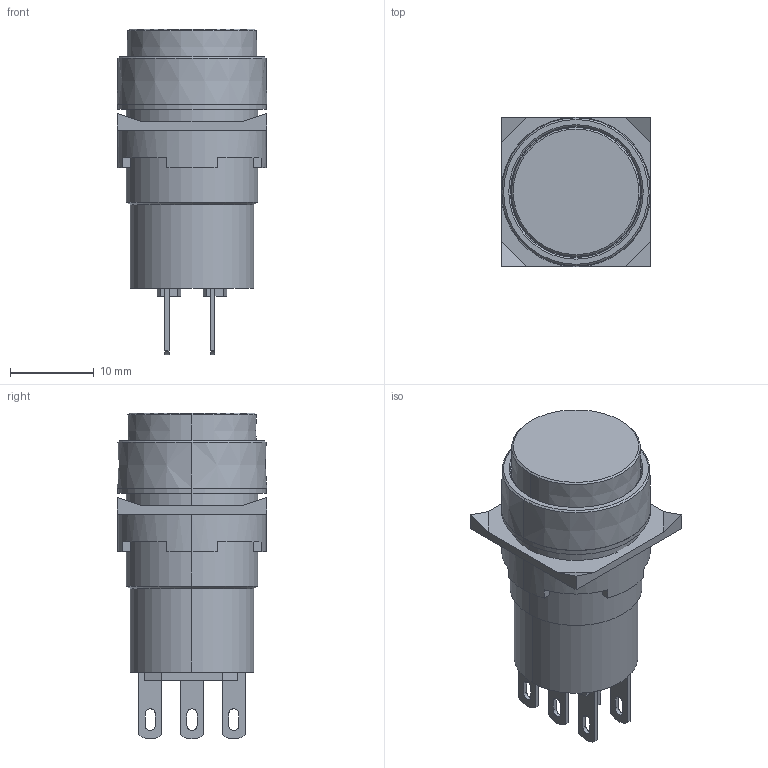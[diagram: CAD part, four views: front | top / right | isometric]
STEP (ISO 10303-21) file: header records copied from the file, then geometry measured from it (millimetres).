
FILE_DESCRIPTION (( 'STEP AP214' ), '1' );
FILE_NAME ('18_AB6M-[M][A]x(P)$.STEP', '2021-03-26T06:15:10', ( 'IDEC' ), ( 'IDEC' ), 'SwSTEP 2.0', 'SolidWorks 2019', '' );
FILE_SCHEMA (( 'AUTOMOTIVE_DESIGN' ));
Length unit declared in the file: millimetre
Products named in the file (4): 16-NUT-SET; A6-Nonill-Body; 18_AB6M-[M][A]x(P)$; A6-Operator-Round
Assembly tree (3 placements, depth 2):
  18_AB6M-[M][A]x(P)$
    A6-Nonill-Body
    A6-Operator-Round
    16-NUT-SET
Bounding box: 17.9 x 17.9 x 39 mm (x, y, z)
Volume: 6557.2 mm3; surface area: 3692.9 mm2
Topology: 3 solids, 3 shells, 147 faces, 392 edges, 258 vertices
Faces by surface type: plane 99, cylinder 36, cone 12
Entity records: 4754 total; most frequent: DIRECTION 804, CARTESIAN_POINT 803, ORIENTED_EDGE 784, EDGE_CURVE 392, LINE 286, VECTOR 286, AXIS2_PLACEMENT_3D 259, VERTEX_POINT 258
